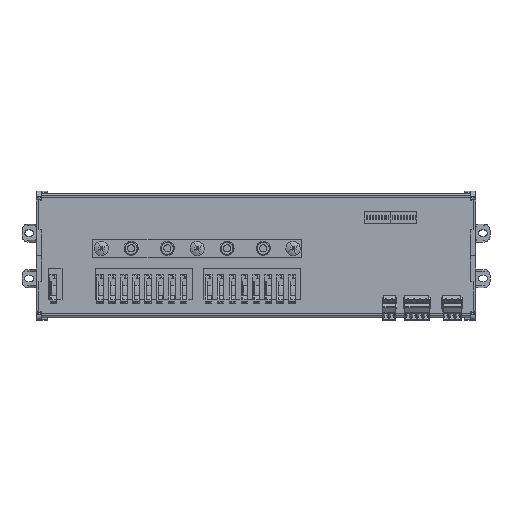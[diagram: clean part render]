
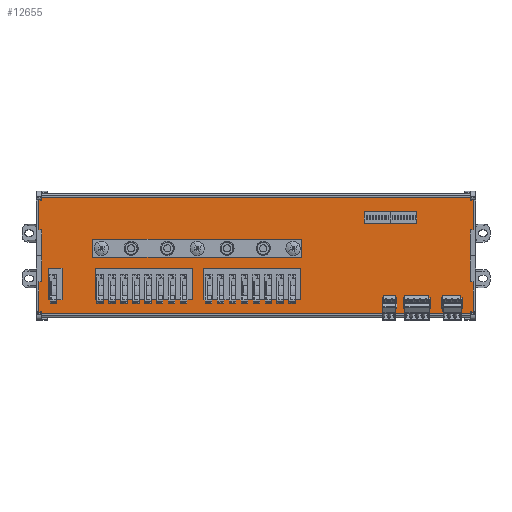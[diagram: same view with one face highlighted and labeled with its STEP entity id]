
A CAD part, top view. The second image highlights one B-rep face of the part: STEP entity #12655.
In plain terms, the highlighted planar face has unit normal (0, 0, 1).
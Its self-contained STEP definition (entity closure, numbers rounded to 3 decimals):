
#12603=AXIS2_PLACEMENT_3D('Plane Axis2P3D',#12600,#12601,#12602) ;
#12481=CARTESIAN_POINT('Vertex',(379.,102.101,18.191)) ;
#12484=CARTESIAN_POINT('Line Origine',(379.,54.101,18.191)) ;
#12488=CARTESIAN_POINT('Vertex',(379.,6.101,18.191)) ;
#12584=CARTESIAN_POINT('Vertex',(377.001,104.1,18.191)) ;
#12587=CARTESIAN_POINT('Line Origine',(378.001,103.101,18.191)) ;
#12600=CARTESIAN_POINT('Axis2P3D Location',(377.,4.101,18.191)) ;
#12605=CARTESIAN_POINT('Line Origine',(196.5,104.1,18.191)) ;
#12609=CARTESIAN_POINT('Vertex',(15.999,104.1,18.191)) ;
#12612=CARTESIAN_POINT('Line Origine',(14.999,103.101,18.191)) ;
#12616=CARTESIAN_POINT('Vertex',(14.,102.101,18.191)) ;
#12619=CARTESIAN_POINT('Line Origine',(14.,54.101,18.191)) ;
#12623=CARTESIAN_POINT('Vertex',(14.,6.101,18.191)) ;
#12626=CARTESIAN_POINT('Line Origine',(15.,5.101,18.191)) ;
#12630=CARTESIAN_POINT('Vertex',(16.,4.101,18.191)) ;
#12633=CARTESIAN_POINT('Line Origine',(196.5,4.101,18.191)) ;
#12637=CARTESIAN_POINT('Vertex',(377.,4.101,18.191)) ;
#12640=CARTESIAN_POINT('Line Origine',(378.,5.101,18.191)) ;
#12485=DIRECTION('Vector Direction',(0.,1.,0.)) ;
#12588=DIRECTION('Vector Direction',(-0.707,0.707,0.)) ;
#12601=DIRECTION('Axis2P3D Direction',(0.,0.,-1.)) ;
#12602=DIRECTION('Axis2P3D XDirection',(-1.,0.,0.)) ;
#12606=DIRECTION('Vector Direction',(-1.,0.,0.)) ;
#12613=DIRECTION('Vector Direction',(-0.707,-0.707,0.)) ;
#12620=DIRECTION('Vector Direction',(0.,-1.,0.)) ;
#12627=DIRECTION('Vector Direction',(0.707,-0.707,0.)) ;
#12634=DIRECTION('Vector Direction',(1.,0.,0.)) ;
#12641=DIRECTION('Vector Direction',(0.707,0.707,0.)) ;
#12486=VECTOR('Line Direction',#12485,1.) ;
#12589=VECTOR('Line Direction',#12588,1.) ;
#12607=VECTOR('Line Direction',#12606,1.) ;
#12614=VECTOR('Line Direction',#12613,1.) ;
#12621=VECTOR('Line Direction',#12620,1.) ;
#12628=VECTOR('Line Direction',#12627,1.) ;
#12635=VECTOR('Line Direction',#12634,1.) ;
#12642=VECTOR('Line Direction',#12641,1.) ;
#12646=ORIENTED_EDGE('',*,*,#12490,.T.) ;
#12647=ORIENTED_EDGE('',*,*,#12591,.T.) ;
#12648=ORIENTED_EDGE('',*,*,#12611,.T.) ;
#12649=ORIENTED_EDGE('',*,*,#12618,.T.) ;
#12650=ORIENTED_EDGE('',*,*,#12625,.T.) ;
#12651=ORIENTED_EDGE('',*,*,#12632,.T.) ;
#12652=ORIENTED_EDGE('',*,*,#12639,.T.) ;
#12653=ORIENTED_EDGE('',*,*,#12644,.T.) ;
#12655=ADVANCED_FACE('PCB',(#12654),#12604,.F.) ;
#12490=EDGE_CURVE('',#12489,#12482,#12487,.T.) ;
#12591=EDGE_CURVE('',#12482,#12585,#12590,.T.) ;
#12611=EDGE_CURVE('',#12585,#12610,#12608,.T.) ;
#12618=EDGE_CURVE('',#12610,#12617,#12615,.T.) ;
#12625=EDGE_CURVE('',#12617,#12624,#12622,.T.) ;
#12632=EDGE_CURVE('',#12624,#12631,#12629,.T.) ;
#12639=EDGE_CURVE('',#12631,#12638,#12636,.T.) ;
#12644=EDGE_CURVE('',#12638,#12489,#12643,.T.) ;
#12645=EDGE_LOOP('',(#12646,#12647,#12648,#12649,#12650,#12651,#12652,#12653)) ;
#12654=FACE_OUTER_BOUND('',#12645,.T.) ;
#12487=LINE('Line',#12484,#12486) ;
#12590=LINE('Line',#12587,#12589) ;
#12608=LINE('Line',#12605,#12607) ;
#12615=LINE('Line',#12612,#12614) ;
#12622=LINE('Line',#12619,#12621) ;
#12629=LINE('Line',#12626,#12628) ;
#12636=LINE('Line',#12633,#12635) ;
#12643=LINE('Line',#12640,#12642) ;
#12604=PLANE('',#12603) ;
#12482=VERTEX_POINT('',#12481) ;
#12489=VERTEX_POINT('',#12488) ;
#12585=VERTEX_POINT('',#12584) ;
#12610=VERTEX_POINT('',#12609) ;
#12617=VERTEX_POINT('',#12616) ;
#12624=VERTEX_POINT('',#12623) ;
#12631=VERTEX_POINT('',#12630) ;
#12638=VERTEX_POINT('',#12637) ;
